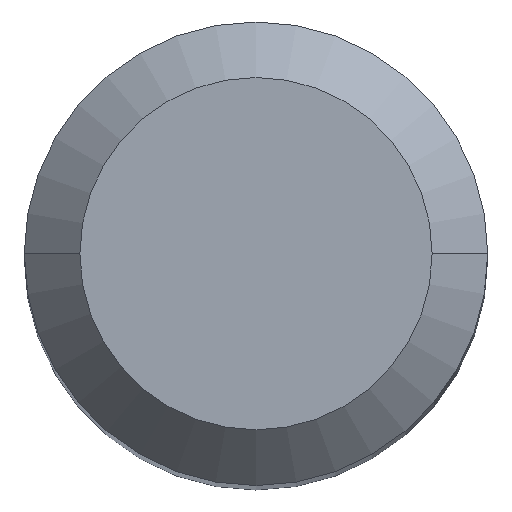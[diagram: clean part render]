
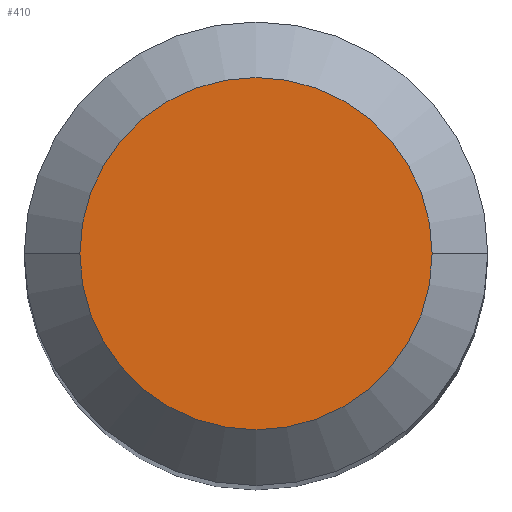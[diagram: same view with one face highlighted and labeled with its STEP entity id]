
A CAD part, top view. The second image highlights one B-rep face of the part: STEP entity #410.
In plain terms, the highlighted planar face has unit normal (0, 0, 1).
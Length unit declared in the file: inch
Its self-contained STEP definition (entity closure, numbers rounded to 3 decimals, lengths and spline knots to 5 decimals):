
#9 = CIRCLE ( 'NONE', #345, 0.0475 ) ;
#11 = CARTESIAN_POINT ( 'NONE',  ( 0.0475, 0., 0. ) ) ;
#88 = DIRECTION ( 'NONE',  ( 1., 0., 0. ) ) ;
#89 = CARTESIAN_POINT ( 'NONE',  ( -0.0475, 0., 0. ) ) ;
#91 = DIRECTION ( 'NONE',  ( 0., 0., 1. ) ) ;
#114 = CIRCLE ( 'NONE', #164, 0.0475 ) ;
#130 = DIRECTION ( 'NONE',  ( 0., 0., -1. ) ) ;
#164 = AXIS2_PLACEMENT_3D ( 'NONE', #299, #91, #88 ) ;
#177 = DIRECTION ( 'NONE',  ( 0., 0., 1. ) ) ;
#201 = DIRECTION ( 'NONE',  ( -1., 0., 0. ) ) ;
#204 = CARTESIAN_POINT ( 'NONE',  ( 0., 0., 0. ) ) ;
#212 = EDGE_CURVE ( 'NONE', #399, #321, #114, .T. ) ;
#213 = AXIS2_PLACEMENT_3D ( 'NONE', #417, #130, #201 ) ;
#216 = ORIENTED_EDGE ( 'NONE', *, *, #251, .T. ) ;
#251 = EDGE_CURVE ( 'NONE', #321, #399, #9, .T. ) ;
#273 = FACE_OUTER_BOUND ( 'NONE', #392, .T. ) ;
#287 = ORIENTED_EDGE ( 'NONE', *, *, #212, .T. ) ;
#299 = CARTESIAN_POINT ( 'NONE',  ( 0., 0., 0. ) ) ;
#311 = DIRECTION ( 'NONE',  ( 1., 0., 0. ) ) ;
#321 = VERTEX_POINT ( 'NONE', #11 ) ;
#341 = PLANE ( 'NONE',  #213 ) ;
#345 = AXIS2_PLACEMENT_3D ( 'NONE', #204, #177, #311 ) ;
#392 = EDGE_LOOP ( 'NONE', ( #287, #216 ) ) ;
#399 = VERTEX_POINT ( 'NONE', #89 ) ;
#410 = ADVANCED_FACE ( 'NONE', ( #273 ), #341, .F. ) ;
#417 = CARTESIAN_POINT ( 'NONE',  ( 0., 0.0475, 0. ) ) ;
